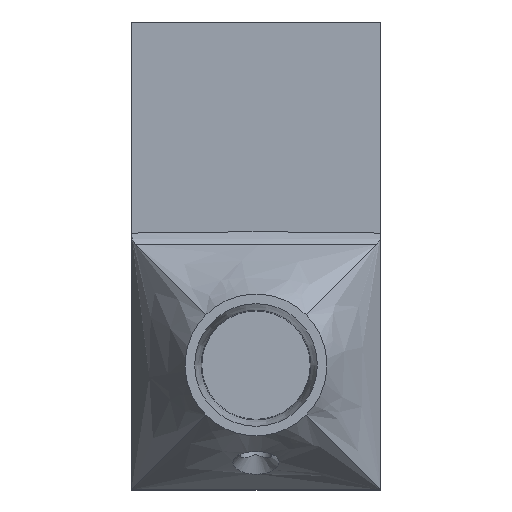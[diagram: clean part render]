
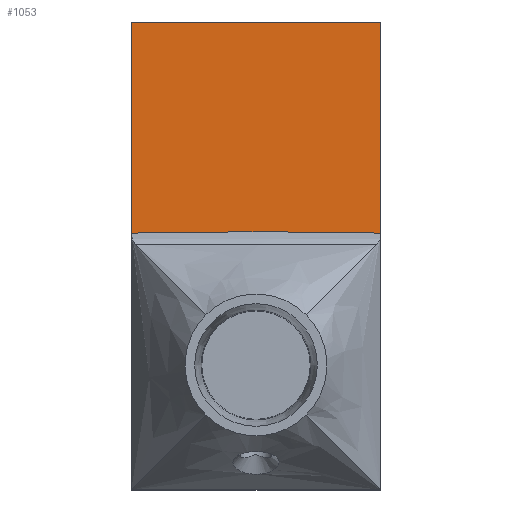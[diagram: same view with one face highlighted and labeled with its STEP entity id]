
A CAD part, top view. The second image highlights one B-rep face of the part: STEP entity #1053.
In plain terms, the highlighted planar face has unit normal (0, 0, 1).
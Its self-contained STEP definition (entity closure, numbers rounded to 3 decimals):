
#57=PLANE('',#1195);
#227=FACE_OUTER_BOUND('',#312,.T.);
#312=EDGE_LOOP('',(#973,#974,#975,#976));
#320=B_SPLINE_CURVE_WITH_KNOTS('',3,(#1887,#1888,#1889,#1890,#1891),
 .UNSPECIFIED.,.F.,.F.,(4,1,4),(-3.464,-1.956,0.056),
 .UNSPECIFIED.);
#387=LINE('',#2446,#451);
#389=LINE('',#2449,#453);
#390=LINE('',#2451,#454);
#451=VECTOR('',#1508,10.);
#453=VECTOR('',#1512,10.);
#454=VECTOR('',#1515,10.);
#471=VERTEX_POINT('',#1874);
#473=VERTEX_POINT('',#1886);
#540=VERTEX_POINT('',#2443);
#541=VERTEX_POINT('',#2445);
#567=EDGE_CURVE('',#471,#473,#320,.T.);
#683=EDGE_CURVE('',#541,#540,#387,.T.);
#685=EDGE_CURVE('',#541,#471,#389,.T.);
#686=EDGE_CURVE('',#540,#473,#390,.T.);
#973=ORIENTED_EDGE('',*,*,#567,.F.);
#974=ORIENTED_EDGE('',*,*,#685,.F.);
#975=ORIENTED_EDGE('',*,*,#683,.T.);
#976=ORIENTED_EDGE('',*,*,#686,.T.);
#1053=ADVANCED_FACE('',(#227),#57,.T.);
#1195=AXIS2_PLACEMENT_3D('',#2452,#1516,#1517);
#1508=DIRECTION('',(-1.,0.,0.));
#1512=DIRECTION('',(0.,-1.,0.));
#1515=DIRECTION('',(0.,-1.,0.));
#1516=DIRECTION('center_axis',(0.,0.,1.));
#1517=DIRECTION('ref_axis',(1.,0.,0.));
#1874=CARTESIAN_POINT('',(187.711,11.286,99.302));
#1886=CARTESIAN_POINT('',(152.511,11.286,99.302));
#1887=CARTESIAN_POINT('Ctrl Pts',(187.711,11.286,99.302));
#1888=CARTESIAN_POINT('Ctrl Pts',(182.684,11.378,99.302));
#1889=CARTESIAN_POINT('Ctrl Pts',(170.95,11.576,99.302));
#1890=CARTESIAN_POINT('Ctrl Pts',(159.216,11.409,99.302));
#1891=CARTESIAN_POINT('Ctrl Pts',(152.511,11.286,99.302));
#2443=CARTESIAN_POINT('',(152.511,41.057,99.302));
#2445=CARTESIAN_POINT('',(187.711,41.057,99.302));
#2446=CARTESIAN_POINT('',(187.711,41.057,99.302));
#2449=CARTESIAN_POINT('',(187.711,13.057,99.302));
#2451=CARTESIAN_POINT('',(152.511,41.057,99.302));
#2452=CARTESIAN_POINT('Origin',(170.111,27.057,99.302));
